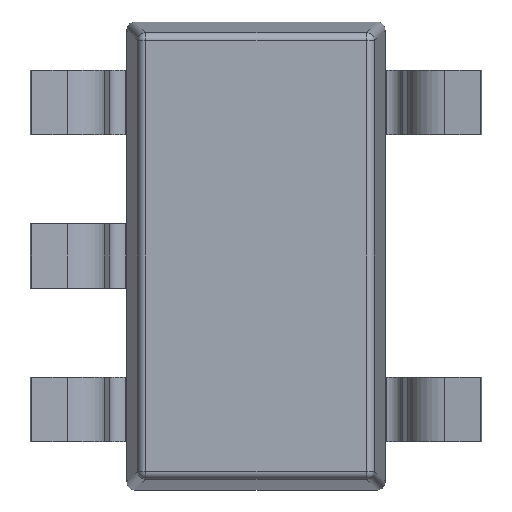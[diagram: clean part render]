
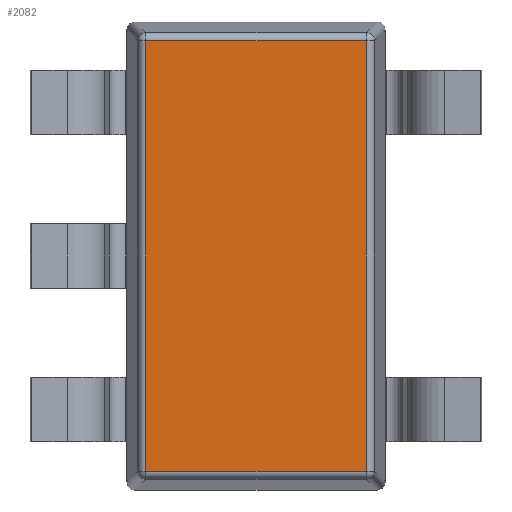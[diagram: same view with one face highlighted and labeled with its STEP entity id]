
A CAD part, front view. The second image highlights one B-rep face of the part: STEP entity #2082.
In plain terms, the highlighted planar face has unit normal (0, -1, 0).
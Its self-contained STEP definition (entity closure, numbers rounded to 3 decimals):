
#23 = LINE ( 'NONE', #1996, #3317 ) ;
#24 = DIRECTION ( 'NONE',  ( 0., 0., 1. ) ) ;
#328 = CARTESIAN_POINT ( 'NONE',  ( -0.684, -0.8, -1.334 ) ) ;
#349 = VERTEX_POINT ( 'NONE', #2930 ) ;
#408 = VERTEX_POINT ( 'NONE', #328 ) ;
#413 = DIRECTION ( 'NONE',  ( 0., 0., -1. ) ) ;
#414 = ORIENTED_EDGE ( 'NONE', *, *, #498, .T. ) ;
#498 = EDGE_CURVE ( 'NONE', #408, #2153, #1686, .T. ) ;
#560 = AXIS2_PLACEMENT_3D ( 'NONE', #864, #2463, #3029 ) ;
#864 = CARTESIAN_POINT ( 'NONE',  ( 0., -0.8, 0. ) ) ;
#976 = EDGE_LOOP ( 'NONE', ( #414, #2970, #3416, #3157 ) ) ;
#1075 = CARTESIAN_POINT ( 'NONE',  ( 0.684, -0.8, 1.334 ) ) ;
#1202 = LINE ( 'NONE', #3271, #1629 ) ;
#1629 = VECTOR ( 'NONE', #24, 1000. ) ;
#1686 = LINE ( 'NONE', #2818, #2575 ) ;
#1742 = FACE_OUTER_BOUND ( 'NONE', #976, .T. ) ;
#1825 = CARTESIAN_POINT ( 'NONE',  ( -0.73, -0.8, 1.334 ) ) ;
#1874 = EDGE_CURVE ( 'NONE', #2153, #1892, #1202, .T. ) ;
#1892 = VERTEX_POINT ( 'NONE', #1075 ) ;
#1996 = CARTESIAN_POINT ( 'NONE',  ( -0.684, -0.8, -1.38 ) ) ;
#2082 = ADVANCED_FACE ( 'NONE', ( #1742 ), #2471, .T. ) ;
#2153 = VERTEX_POINT ( 'NONE', #2533 ) ;
#2223 = EDGE_CURVE ( 'NONE', #349, #408, #23, .T. ) ;
#2387 = DIRECTION ( 'NONE',  ( -1., 0., 0. ) ) ;
#2463 = DIRECTION ( 'NONE',  ( 0., -1., 0. ) ) ;
#2471 = PLANE ( 'NONE',  #560 ) ;
#2533 = CARTESIAN_POINT ( 'NONE',  ( 0.684, -0.8, -1.334 ) ) ;
#2575 = VECTOR ( 'NONE', #3345, 1000. ) ;
#2818 = CARTESIAN_POINT ( 'NONE',  ( 0.73, -0.8, -1.334 ) ) ;
#2930 = CARTESIAN_POINT ( 'NONE',  ( -0.684, -0.8, 1.334 ) ) ;
#2970 = ORIENTED_EDGE ( 'NONE', *, *, #1874, .T. ) ;
#3029 = DIRECTION ( 'NONE',  ( 0., 0., -1. ) ) ;
#3132 = VECTOR ( 'NONE', #2387, 1000. ) ;
#3157 = ORIENTED_EDGE ( 'NONE', *, *, #2223, .T. ) ;
#3271 = CARTESIAN_POINT ( 'NONE',  ( 0.684, -0.8, 1.38 ) ) ;
#3317 = VECTOR ( 'NONE', #413, 1000. ) ;
#3345 = DIRECTION ( 'NONE',  ( 1., 0., 0. ) ) ;
#3373 = LINE ( 'NONE', #1825, #3132 ) ;
#3416 = ORIENTED_EDGE ( 'NONE', *, *, #3459, .T. ) ;
#3459 = EDGE_CURVE ( 'NONE', #1892, #349, #3373, .T. ) ;
